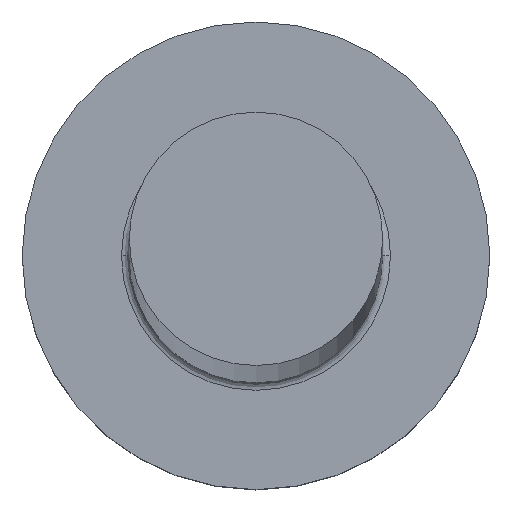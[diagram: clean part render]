
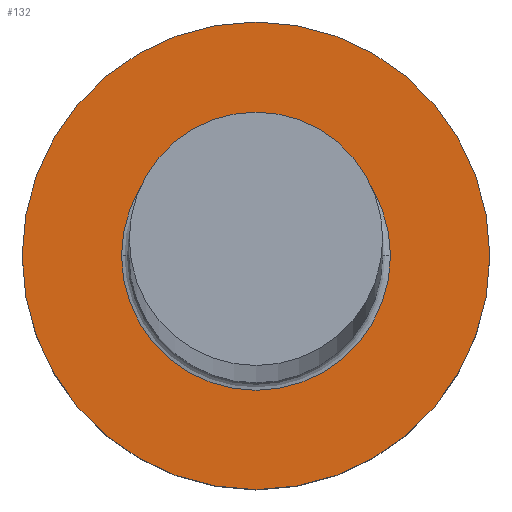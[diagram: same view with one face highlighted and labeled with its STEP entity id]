
A CAD part, top view. The second image highlights one B-rep face of the part: STEP entity #132.
In plain terms, the highlighted planar face has unit normal (0, 0, 1).
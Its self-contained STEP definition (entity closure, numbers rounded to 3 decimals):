
#4 = PLANE ( 'NONE',  #89 ) ;
#6 = CARTESIAN_POINT ( 'NONE',  ( 0., 0., 5. ) ) ;
#33 = DIRECTION ( 'NONE',  ( 1., 0., 0. ) ) ;
#36 = CARTESIAN_POINT ( 'NONE',  ( 0., 0., 5. ) ) ;
#47 = EDGE_CURVE ( 'NONE', #243, #137, #113, .T. ) ;
#50 = CIRCLE ( 'NONE', #245, 3.45 ) ;
#56 = EDGE_CURVE ( 'NONE', #197, #191, #50, .T. ) ;
#65 = DIRECTION ( 'NONE',  ( 1., 0., 0. ) ) ;
#83 = AXIS2_PLACEMENT_3D ( 'NONE', #250, #159, #65 ) ;
#85 = DIRECTION ( 'NONE',  ( 1., 0., 0. ) ) ;
#89 = AXIS2_PLACEMENT_3D ( 'NONE', #104, #133, #242 ) ;
#100 = ORIENTED_EDGE ( 'NONE', *, *, #261, .T. ) ;
#104 = CARTESIAN_POINT ( 'NONE',  ( 0., 0., 5. ) ) ;
#105 = DIRECTION ( 'NONE',  ( 0., 0., -1. ) ) ;
#111 = CARTESIAN_POINT ( 'NONE',  ( 0., 0., 5. ) ) ;
#113 = CIRCLE ( 'NONE', #301, 6. ) ;
#115 = CARTESIAN_POINT ( 'NONE',  ( -3.45, 0., 5. ) ) ;
#126 = AXIS2_PLACEMENT_3D ( 'NONE', #36, #134, #223 ) ;
#132 = ADVANCED_FACE ( 'NONE', ( #289, #152 ), #4, .T. ) ;
#133 = DIRECTION ( 'NONE',  ( 0., 0., 1. ) ) ;
#134 = DIRECTION ( 'NONE',  ( 0., 0., -1. ) ) ;
#137 = VERTEX_POINT ( 'NONE', #254 ) ;
#138 = CARTESIAN_POINT ( 'NONE',  ( 3.45, 0., 5. ) ) ;
#140 = EDGE_CURVE ( 'NONE', #137, #243, #253, .T. ) ;
#152 = FACE_OUTER_BOUND ( 'NONE', #300, .T. ) ;
#154 = EDGE_LOOP ( 'NONE', ( #100, #270 ) ) ;
#159 = DIRECTION ( 'NONE',  ( 0., 0., 1. ) ) ;
#172 = ORIENTED_EDGE ( 'NONE', *, *, #140, .T. ) ;
#174 = CARTESIAN_POINT ( 'NONE',  ( 6., 0., 5. ) ) ;
#191 = VERTEX_POINT ( 'NONE', #138 ) ;
#197 = VERTEX_POINT ( 'NONE', #115 ) ;
#207 = CIRCLE ( 'NONE', #126, 3.45 ) ;
#223 = DIRECTION ( 'NONE',  ( 1., 0., 0. ) ) ;
#242 = DIRECTION ( 'NONE',  ( 1., 0., 0. ) ) ;
#243 = VERTEX_POINT ( 'NONE', #174 ) ;
#245 = AXIS2_PLACEMENT_3D ( 'NONE', #111, #105, #33 ) ;
#250 = CARTESIAN_POINT ( 'NONE',  ( 0., 0., 5. ) ) ;
#253 = CIRCLE ( 'NONE', #83, 6. ) ;
#254 = CARTESIAN_POINT ( 'NONE',  ( -6., 0., 5. ) ) ;
#261 = EDGE_CURVE ( 'NONE', #191, #197, #207, .T. ) ;
#268 = DIRECTION ( 'NONE',  ( 0., 0., 1. ) ) ;
#270 = ORIENTED_EDGE ( 'NONE', *, *, #56, .T. ) ;
#288 = ORIENTED_EDGE ( 'NONE', *, *, #47, .T. ) ;
#289 = FACE_BOUND ( 'NONE', #154, .T. ) ;
#300 = EDGE_LOOP ( 'NONE', ( #172, #288 ) ) ;
#301 = AXIS2_PLACEMENT_3D ( 'NONE', #6, #268, #85 ) ;
